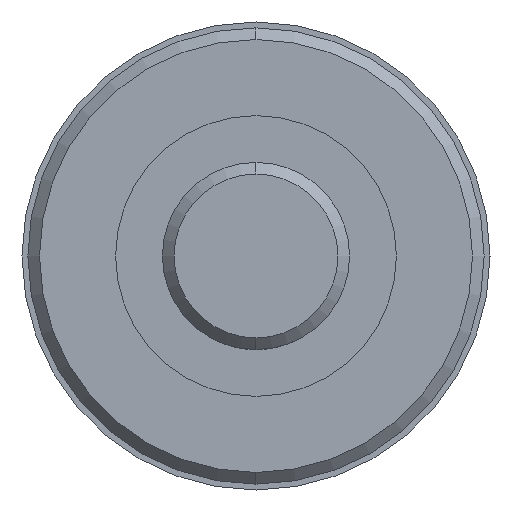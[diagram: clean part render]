
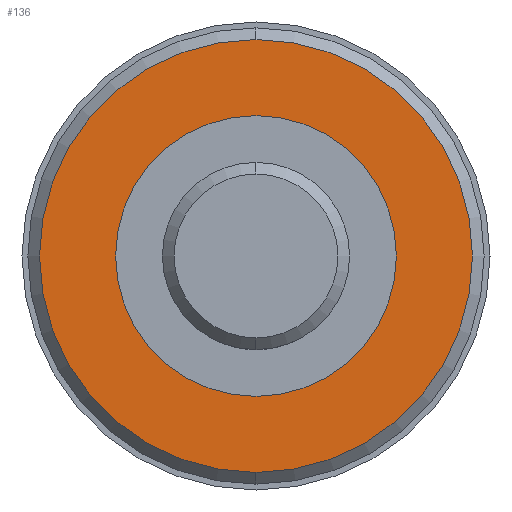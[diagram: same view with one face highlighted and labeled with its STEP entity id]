
A CAD part, left-side view. The second image highlights one B-rep face of the part: STEP entity #136.
In plain terms, the highlighted planar face has unit normal (-1, 0, 0).
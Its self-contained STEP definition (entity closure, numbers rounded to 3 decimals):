
#36 = EDGE_CURVE ( 'NONE', #579, #1345, #514, .T. ) ;
#47 = EDGE_CURVE ( 'NONE', #1345, #579, #534, .T. ) ;
#54 = DIRECTION ( 'NONE',  ( 0., 0., 1. ) ) ;
#86 = CARTESIAN_POINT ( 'NONE',  ( -26.125, 0., 0. ) ) ;
#89 = DIRECTION ( 'NONE',  ( 0., 0., 1. ) ) ;
#97 = DIRECTION ( 'NONE',  ( 0., 0., 1. ) ) ;
#99 = CARTESIAN_POINT ( 'NONE',  ( -26.125, 0., 0. ) ) ;
#136 = ADVANCED_FACE ( 'NONE', ( #211, #625 ), #831, .T. ) ;
#146 = AXIS2_PLACEMENT_3D ( 'NONE', #99, #806, #89 ) ;
#189 = AXIS2_PLACEMENT_3D ( 'NONE', #1303, #1113, #801 ) ;
#204 = VERTEX_POINT ( 'NONE', #847 ) ;
#211 = FACE_OUTER_BOUND ( 'NONE', #1322, .T. ) ;
#247 = CARTESIAN_POINT ( 'NONE',  ( -26.125, 0., 9.25 ) ) ;
#267 = CARTESIAN_POINT ( 'NONE',  ( -26.125, 0., -6. ) ) ;
#289 = AXIS2_PLACEMENT_3D ( 'NONE', #983, #888, #54 ) ;
#503 = ORIENTED_EDGE ( 'NONE', *, *, #47, .F. ) ;
#514 = CIRCLE ( 'NONE', #189, 6. ) ;
#534 = CIRCLE ( 'NONE', #641, 6. ) ;
#579 = VERTEX_POINT ( 'NONE', #1074 ) ;
#625 = FACE_BOUND ( 'NONE', #1147, .T. ) ;
#641 = AXIS2_PLACEMENT_3D ( 'NONE', #86, #1213, #916 ) ;
#734 = CIRCLE ( 'NONE', #146, 9.25 ) ;
#767 = EDGE_CURVE ( 'NONE', #1018, #204, #734, .T. ) ;
#801 = DIRECTION ( 'NONE',  ( 0., 0., 1. ) ) ;
#806 = DIRECTION ( 'NONE',  ( -1., 0., 0. ) ) ;
#831 = PLANE ( 'NONE',  #1343 ) ;
#847 = CARTESIAN_POINT ( 'NONE',  ( -26.125, 0., -9.25 ) ) ;
#888 = DIRECTION ( 'NONE',  ( -1., 0., 0. ) ) ;
#903 = ORIENTED_EDGE ( 'NONE', *, *, #767, .T. ) ;
#916 = DIRECTION ( 'NONE',  ( 0., 0., 1. ) ) ;
#983 = CARTESIAN_POINT ( 'NONE',  ( -26.125, 0., 0. ) ) ;
#996 = ORIENTED_EDGE ( 'NONE', *, *, #36, .F. ) ;
#1018 = VERTEX_POINT ( 'NONE', #247 ) ;
#1035 = DIRECTION ( 'NONE',  ( -1., 0., 0. ) ) ;
#1074 = CARTESIAN_POINT ( 'NONE',  ( -26.125, 0., 6. ) ) ;
#1094 = EDGE_CURVE ( 'NONE', #204, #1018, #1308, .T. ) ;
#1100 = ORIENTED_EDGE ( 'NONE', *, *, #1094, .T. ) ;
#1113 = DIRECTION ( 'NONE',  ( -1., 0., 0. ) ) ;
#1147 = EDGE_LOOP ( 'NONE', ( #996, #503 ) ) ;
#1213 = DIRECTION ( 'NONE',  ( -1., 0., 0. ) ) ;
#1232 = CARTESIAN_POINT ( 'NONE',  ( -26.125, 0., 0. ) ) ;
#1303 = CARTESIAN_POINT ( 'NONE',  ( -26.125, 0., 0. ) ) ;
#1308 = CIRCLE ( 'NONE', #289, 9.25 ) ;
#1322 = EDGE_LOOP ( 'NONE', ( #1100, #903 ) ) ;
#1343 = AXIS2_PLACEMENT_3D ( 'NONE', #1232, #1035, #97 ) ;
#1345 = VERTEX_POINT ( 'NONE', #267 ) ;
